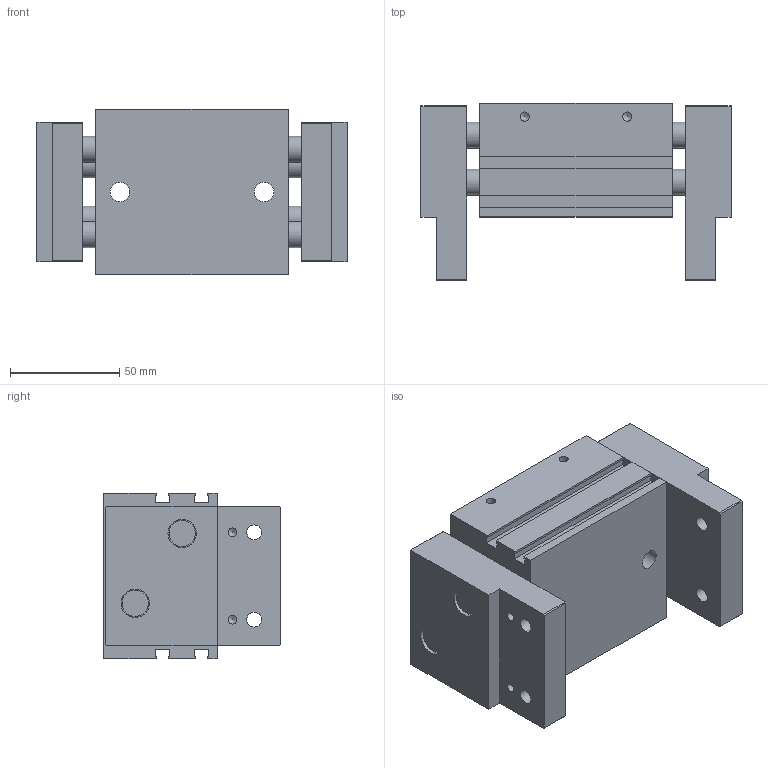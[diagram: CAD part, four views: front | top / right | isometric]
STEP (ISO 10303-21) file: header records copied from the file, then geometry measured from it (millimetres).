
FILE_DESCRIPTION(/* description */ ('STEP AP203'),/* implementation_level */ '2;1');
FILE_NAME(/* name */ 'PLE 25-25-HT.STEP',/* time_stamp */ '2023-03-22T19:35:35+01:00',/* author */ ('Tecnico 2'),/* organization */ (''),/* preprocessor_version */ 'ST-DEVELOPER v19.2',/* originating_system */ 'Autodesk Inventor 2023',/* authorisation */ '');
FILE_SCHEMA (('AUTOMOTIVE_DESIGN { 1 0 10303 214 3 1 1 }'));
Length unit declared in the file: millimetre
Products named in the file (3): PLE-25 C 25+25; Griffa; Corpo PLE-25
Assembly tree (3 placements, depth 2):
  PLE-25 C 25+25
    Griffa  x2
    Corpo PLE-25
Bounding box: 142 x 81 x 76 mm (x, y, z)
Volume: 515841.4 mm3; surface area: 105438.2 mm2
Topology: 3 solids, 3 shells, 125 faces, 326 edges, 213 vertices
Faces by surface type: plane 72, cylinder 38, cone 15
Full cylindrical faces by diameter (mm): 3.3 x2, 4 x7, 4.2 x2, 6.8 x10, 9 x2, 12 x8, 13 x4, 32 x1
Entity records: 3296 total; most frequent: CARTESIAN_POINT 612, DIRECTION 525, ORIENTED_EDGE 514, EDGE_CURVE 257, LINE 189, VECTOR 189, VERTEX_POINT 175, AXIS2_PLACEMENT_3D 168
